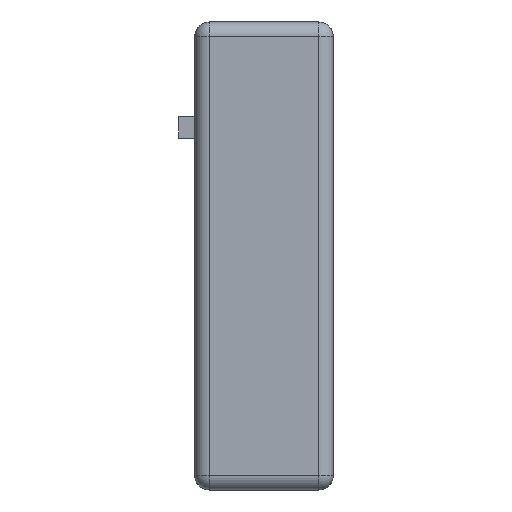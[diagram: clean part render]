
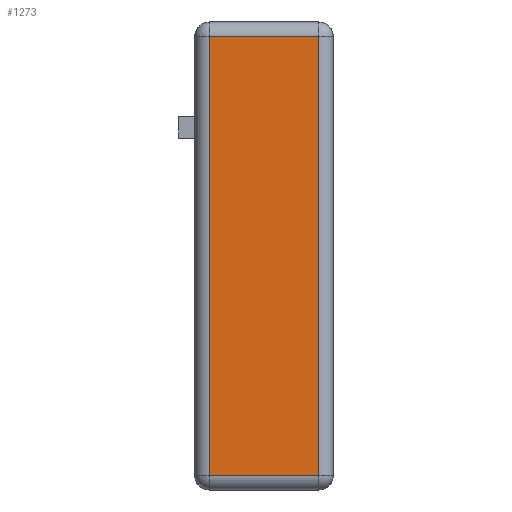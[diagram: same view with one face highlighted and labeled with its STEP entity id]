
A CAD part, left-side view. The second image highlights one B-rep face of the part: STEP entity #1273.
In plain terms, the highlighted planar face has unit normal (-1, 0, 0).
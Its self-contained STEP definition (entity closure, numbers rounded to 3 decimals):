
#557=DIRECTION('',(0.,0.,1.));
#558=VECTOR('',#557,60.2);
#559=CARTESIAN_POINT('',(-35.1,17.,-30.1));
#560=LINE('',#559,#558);
#561=DIRECTION('',(0.,-1.,0.));
#562=VECTOR('',#561,15.);
#563=CARTESIAN_POINT('',(-35.1,17.,30.1));
#564=LINE('',#563,#562);
#565=DIRECTION('',(0.,0.,-1.));
#566=VECTOR('',#565,60.2);
#567=CARTESIAN_POINT('',(-35.1,2.,30.1));
#568=LINE('',#567,#566);
#569=DIRECTION('',(0.,-1.,0.));
#570=VECTOR('',#569,15.);
#571=CARTESIAN_POINT('',(-35.1,17.,-30.1));
#572=LINE('',#571,#570);
#827=CARTESIAN_POINT('',(-35.1,17.,-30.1));
#828=CARTESIAN_POINT('',(-35.1,17.,30.1));
#829=VERTEX_POINT('',#827);
#830=VERTEX_POINT('',#828);
#833=CARTESIAN_POINT('',(-35.1,2.,-30.1));
#834=VERTEX_POINT('',#833);
#837=CARTESIAN_POINT('',(-35.1,2.,30.1));
#838=VERTEX_POINT('',#837);
#1260=CARTESIAN_POINT('',(-35.1,0.,-32.1));
#1261=DIRECTION('',(-1.,0.,0.));
#1262=DIRECTION('',(0.,0.,1.));
#1263=AXIS2_PLACEMENT_3D('',#1260,#1261,#1262);
#1264=PLANE('',#1263);
#1265=ORIENTED_EDGE('',*,*,#1250,.T.);
#1266=ORIENTED_EDGE('',*,*,#1198,.T.);
#1268=ORIENTED_EDGE('',*,*,#1267,.T.);
#1270=ORIENTED_EDGE('',*,*,#1269,.F.);
#1271=EDGE_LOOP('',(#1265,#1266,#1268,#1270));
#1272=FACE_OUTER_BOUND('',#1271,.F.);
#1273=ADVANCED_FACE('',(#1272),#1264,.T.);
#1198=EDGE_CURVE('',#830,#838,#564,.T.);
#1250=EDGE_CURVE('',#829,#830,#560,.T.);
#1267=EDGE_CURVE('',#838,#834,#568,.T.);
#1269=EDGE_CURVE('',#829,#834,#572,.T.);
